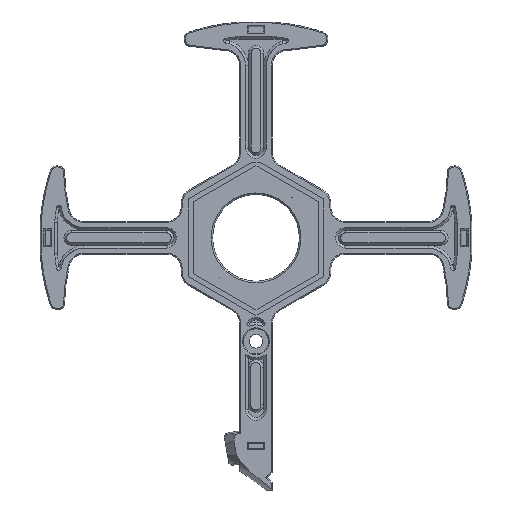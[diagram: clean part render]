
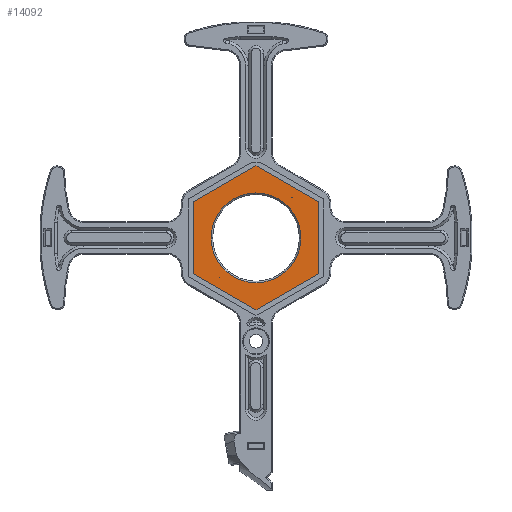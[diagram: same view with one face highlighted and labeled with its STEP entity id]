
A CAD part, left-side view. The second image highlights one B-rep face of the part: STEP entity #14092.
In plain terms, the highlighted planar face has unit normal (-1, 0, 0).
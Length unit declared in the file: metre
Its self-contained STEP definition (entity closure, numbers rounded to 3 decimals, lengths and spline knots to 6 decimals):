
#384=PLANE('',#15408);
#912=CIRCLE('',#15409,0.017985);
#913=CIRCLE('',#15410,0.021628);
#914=CIRCLE('',#15411,0.021628);
#1875=LINE('',#26104,#2863);
#1878=LINE('',#26110,#2866);
#1880=LINE('',#26114,#2868);
#1882=LINE('',#26118,#2870);
#1884=LINE('',#26122,#2872);
#1886=LINE('',#26126,#2874);
#2004=LINE('',#27232,#2992);
#2005=LINE('',#27237,#2993);
#2007=LINE('',#27243,#2995);
#2008=LINE('',#27247,#2996);
#2863=VECTOR('',#17979,1.);
#2866=VECTOR('',#17984,1.);
#2868=VECTOR('',#17988,1.);
#2870=VECTOR('',#17992,1.);
#2872=VECTOR('',#17996,1.);
#2874=VECTOR('',#18000,1.);
#2992=VECTOR('',#18390,1.);
#2993=VECTOR('',#18395,1.);
#2995=VECTOR('',#18401,1.);
#2996=VECTOR('',#18406,1.);
#6034=ORIENTED_EDGE('',*,*,#9153,.T.);
#6035=ORIENTED_EDGE('',*,*,#9147,.F.);
#6036=ORIENTED_EDGE('',*,*,#9154,.F.);
#6037=ORIENTED_EDGE('',*,*,#9152,.F.);
#6038=ORIENTED_EDGE('',*,*,#9155,.F.);
#6039=ORIENTED_EDGE('',*,*,#9145,.F.);
#6040=ORIENTED_EDGE('',*,*,#9150,.F.);
#6041=ORIENTED_EDGE('',*,*,#8922,.T.);
#6042=ORIENTED_EDGE('',*,*,#8911,.T.);
#6043=ORIENTED_EDGE('',*,*,#8914,.T.);
#6044=ORIENTED_EDGE('',*,*,#8916,.T.);
#6045=ORIENTED_EDGE('',*,*,#8918,.T.);
#6046=ORIENTED_EDGE('',*,*,#8920,.T.);
#8911=EDGE_CURVE('',#10679,#10680,#1875,.T.);
#8914=EDGE_CURVE('',#10680,#10681,#1878,.T.);
#8916=EDGE_CURVE('',#10681,#10682,#1880,.T.);
#8918=EDGE_CURVE('',#10682,#10683,#1882,.T.);
#8920=EDGE_CURVE('',#10683,#10684,#1884,.T.);
#8922=EDGE_CURVE('',#10684,#10679,#1886,.T.);
#9145=EDGE_CURVE('',#10809,#10808,#2004,.T.);
#9147=EDGE_CURVE('',#10810,#10812,#2005,.T.);
#9150=EDGE_CURVE('',#10813,#10809,#2007,.T.);
#9152=EDGE_CURVE('',#10812,#10814,#2008,.T.);
#9153=EDGE_CURVE('',#10815,#10815,#912,.F.);
#9154=EDGE_CURVE('',#10814,#10810,#913,.F.);
#9155=EDGE_CURVE('',#10808,#10813,#914,.F.);
#10679=VERTEX_POINT('',#26105);
#10680=VERTEX_POINT('',#26106);
#10681=VERTEX_POINT('',#26111);
#10682=VERTEX_POINT('',#26115);
#10683=VERTEX_POINT('',#26119);
#10684=VERTEX_POINT('',#26123);
#10808=VERTEX_POINT('',#27229);
#10809=VERTEX_POINT('',#27231);
#10810=VERTEX_POINT('',#27235);
#10812=VERTEX_POINT('',#27238);
#10813=VERTEX_POINT('',#27242);
#10814=VERTEX_POINT('',#27246);
#10815=VERTEX_POINT('',#27250);
#12101=EDGE_LOOP('',(#6034));
#12102=EDGE_LOOP('',(#6035,#6036,#6037));
#12103=EDGE_LOOP('',(#6038,#6039,#6040));
#12104=EDGE_LOOP('',(#6041,#6042,#6043,#6044,#6045,#6046));
#13014=FACE_BOUND('',#12101,.T.);
#13015=FACE_BOUND('',#12102,.T.);
#13016=FACE_BOUND('',#12103,.T.);
#13017=FACE_BOUND('',#12104,.T.);
#14092=ADVANCED_FACE('',(#13014,#13015,#13016,#13017),#384,.T.);
#15408=AXIS2_PLACEMENT_3D('',#27248,#18407,#18408);
#15409=AXIS2_PLACEMENT_3D('',#27249,#18409,#18410);
#15410=AXIS2_PLACEMENT_3D('',#27251,#18411,#18412);
#15411=AXIS2_PLACEMENT_3D('',#27252,#18413,#18414);
#17979=DIRECTION('',(0.,0.,1.));
#17984=DIRECTION('',(0.,0.866,0.5));
#17988=DIRECTION('',(0.,0.866,-0.5));
#17992=DIRECTION('',(0.,0.,-1.));
#17996=DIRECTION('',(0.,-0.866,-0.5));
#18000=DIRECTION('',(0.,-0.866,0.5));
#18390=DIRECTION('',(0.,-1.,0.));
#18395=DIRECTION('',(0.,-0.548,0.836));
#18401=DIRECTION('',(0.,0.547,-0.837));
#18406=DIRECTION('',(0.,1.,0.));
#18407=DIRECTION('',(-1.,0.,0.));
#18408=DIRECTION('',(0.,-1.,0.));
#18409=DIRECTION('',(-1.,0.,0.));
#18410=DIRECTION('',(0.,-1.,0.));
#18411=DIRECTION('',(-1.,0.,0.));
#18412=DIRECTION('',(0.,-1.,0.));
#18413=DIRECTION('',(-1.,0.,0.));
#18414=DIRECTION('',(0.,-1.,0.));
#26104=CARTESIAN_POINT('',(-0.237886,-0.106999,-0.026112));
#26105=CARTESIAN_POINT('',(-0.237886,-0.106999,0.000954));
#26106=CARTESIAN_POINT('',(-0.237886,-0.106999,0.029822));
#26110=CARTESIAN_POINT('',(-0.237886,-0.109582,0.028331));
#26111=CARTESIAN_POINT('',(-0.237886,-0.081999,0.044256));
#26114=CARTESIAN_POINT('',(-0.237886,-0.048642,0.024997));
#26115=CARTESIAN_POINT('',(-0.237886,-0.056999,0.029822));
#26118=CARTESIAN_POINT('',(-0.237886,-0.056999,-0.026112));
#26119=CARTESIAN_POINT('',(-0.237886,-0.056999,0.000954));
#26122=CARTESIAN_POINT('',(-0.237886,-0.084582,-0.01497));
#26123=CARTESIAN_POINT('',(-0.237886,-0.081999,-0.013479));
#26126=CARTESIAN_POINT('',(-0.237886,-0.073642,-0.018305));
#27229=CARTESIAN_POINT('',(-0.237886,-0.067458,-0.000637));
#27231=CARTESIAN_POINT('',(-0.237886,-0.067373,-0.000637));
#27232=CARTESIAN_POINT('',(-0.237886,-0.085628,-0.000637));
#27235=CARTESIAN_POINT('',(-0.237886,-0.096571,0.031355));
#27237=CARTESIAN_POINT('',(-0.237886,-0.089996,0.021324));
#27238=CARTESIAN_POINT('',(-0.237886,-0.096673,0.03151));
#27242=CARTESIAN_POINT('',(-0.237886,-0.067404,-0.000588));
#27243=CARTESIAN_POINT('',(-0.237886,-0.072854,0.007762));
#27246=CARTESIAN_POINT('',(-0.237886,-0.096399,0.03151));
#27247=CARTESIAN_POINT('',(-0.237886,-0.078292,0.03151));
#27248=CARTESIAN_POINT('',(-0.237886,-0.078149,-0.026112));
#27249=CARTESIAN_POINT('',(-0.237886,-0.081999,0.015373));
#27250=CARTESIAN_POINT('',(-0.237886,-0.099984,0.015373));
#27251=CARTESIAN_POINT('',(-0.237886,-0.081999,0.015373));
#27252=CARTESIAN_POINT('',(-0.237886,-0.081999,0.015373));
